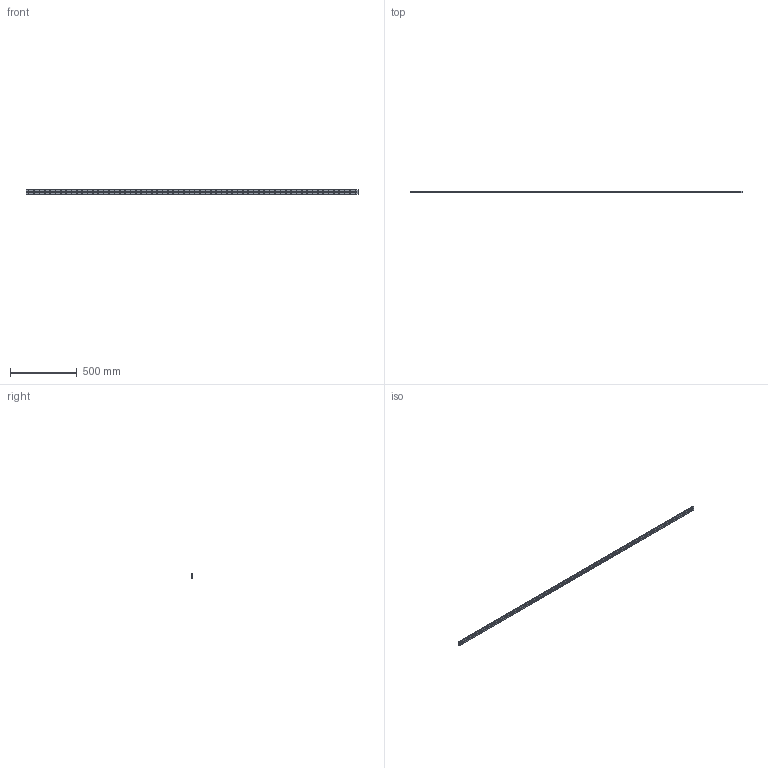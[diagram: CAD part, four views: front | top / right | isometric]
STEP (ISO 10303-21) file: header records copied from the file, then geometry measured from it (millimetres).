
FILE_DESCRIPTION (( 'STEP AP214' ), '1' );
FILE_NAME ('HRW17CA1UU-2480LT_G20_0_PB107_1214-6_0_0_0_1.STEP', '2021-07-01T12:17:40', ( '' ), ( '' ), 'SwSTEP 2.0', 'SolidWorks 2021', '' );
FILE_SCHEMA (( 'AUTOMOTIVE_DESIGN' ));
Length unit declared in the file: millimetre
Products named in the file (2): _HRW17CA248020 Track; HRW17CA1UU-2480LT_G20_0_PB107_1214-6_0_0_0_1
Assembly tree (1 placements, depth 2):
  HRW17CA1UU-2480LT_G20_0_PB107_1214-6_0_0_0_1
    _HRW17CA248020 Track
Bounding box: 2480 x 9 x 33 mm (x, y, z)
Volume: 642730 mm3; surface area: 233833.7 mm2
Topology: 1 solids, 1 shells, 678 faces, 1656 edges, 1104 vertices
Faces by surface type: cylinder 500, plane 178
Entity records: 21042 total; most frequent: DIRECTION 4020, CARTESIAN_POINT 3442, ORIENTED_EDGE 3312, AXIS2_PLACEMENT_3D 1682, EDGE_CURVE 1656, VERTEX_POINT 1104, EDGE_LOOP 1050, CIRCLE 1000
